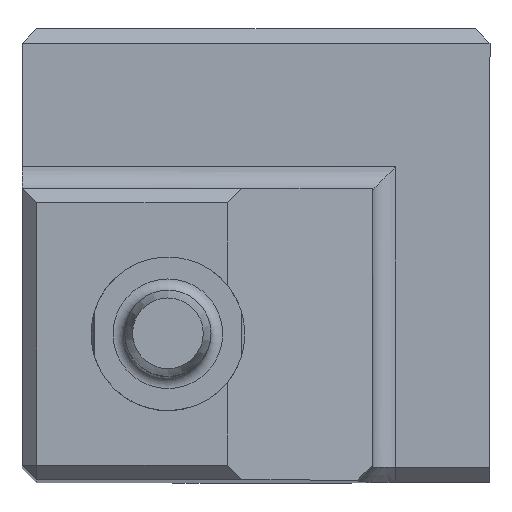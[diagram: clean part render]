
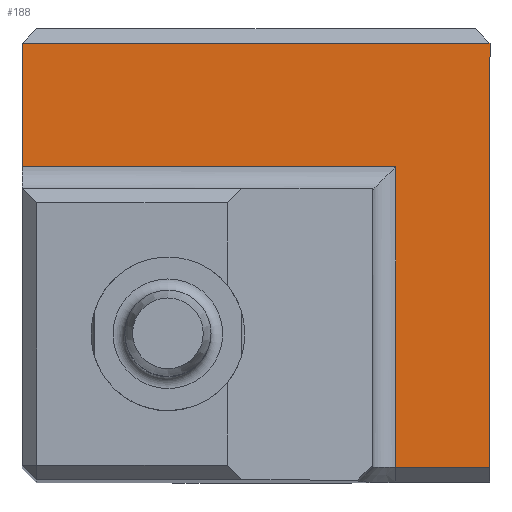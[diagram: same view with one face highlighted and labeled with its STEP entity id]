
A CAD part, top view. The second image highlights one B-rep face of the part: STEP entity #188.
In plain terms, the highlighted planar face has unit normal (0, 0, 1).
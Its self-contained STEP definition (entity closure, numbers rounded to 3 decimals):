
#188=ADVANCED_FACE('',(#301),#255,.F.);
#255=PLANE('',#1336);
#301=FACE_OUTER_BOUND('',#352,.T.);
#352=EDGE_LOOP('',(#558,#559,#560,#561,#562,#563));
#558=ORIENTED_EDGE('',*,*,#909,.F.);
#559=ORIENTED_EDGE('',*,*,#941,.T.);
#560=ORIENTED_EDGE('',*,*,#912,.F.);
#561=ORIENTED_EDGE('',*,*,#942,.T.);
#562=ORIENTED_EDGE('',*,*,#943,.T.);
#563=ORIENTED_EDGE('',*,*,#944,.T.);
#798=VERTEX_POINT('',#1869);
#799=VERTEX_POINT('',#1871);
#801=VERTEX_POINT('',#1877);
#802=VERTEX_POINT('',#1878);
#824=VERTEX_POINT('',#1937);
#825=VERTEX_POINT('',#1939);
#909=EDGE_CURVE('',#798,#799,#1051,.T.);
#912=EDGE_CURVE('',#801,#802,#1054,.T.);
#941=EDGE_CURVE('',#798,#802,#1080,.T.);
#942=EDGE_CURVE('',#801,#824,#1081,.T.);
#943=EDGE_CURVE('',#824,#825,#1082,.T.);
#944=EDGE_CURVE('',#825,#799,#1083,.T.);
#1051=LINE('',#1870,#1157);
#1054=LINE('',#1876,#1160);
#1080=LINE('',#1935,#1186);
#1081=LINE('',#1936,#1187);
#1082=LINE('',#1938,#1188);
#1083=LINE('',#1940,#1189);
#1157=VECTOR('',#1501,1.);
#1160=VECTOR('',#1506,1.);
#1186=VECTOR('',#1552,1.);
#1187=VECTOR('',#1553,1.);
#1188=VECTOR('',#1554,1.);
#1189=VECTOR('',#1555,1.);
#1336=AXIS2_PLACEMENT_3D('',#1941,#1556,#1557);
#1501=DIRECTION('',(0.,-1.,0.));
#1506=DIRECTION('',(0.,1.,0.));
#1552=DIRECTION('',(-1.,0.,0.));
#1553=DIRECTION('',(1.,0.,0.));
#1554=DIRECTION('',(0.,-1.,0.));
#1555=DIRECTION('',(1.,0.,0.));
#1556=DIRECTION('',(0.,0.,-1.));
#1557=DIRECTION('',(-1.,0.,0.));
#1869=CARTESIAN_POINT('',(4.025,15.,-42.));
#1870=CARTESIAN_POINT('',(4.025,15.5,-42.));
#1871=CARTESIAN_POINT('',(4.025,0.5,-42.));
#1876=CARTESIAN_POINT('',(-11.975,9.975,-42.));
#1877=CARTESIAN_POINT('',(-11.975,10.775,-42.));
#1878=CARTESIAN_POINT('',(-11.975,15.,-42.));
#1935=CARTESIAN_POINT('',(-11.975,15.,-42.));
#1936=CARTESIAN_POINT('',(0.,10.775,-42.));
#1937=CARTESIAN_POINT('',(0.8,10.775,-42.));
#1938=CARTESIAN_POINT('',(0.8,0.,-42.));
#1939=CARTESIAN_POINT('',(0.8,0.5,-42.));
#1940=CARTESIAN_POINT('',(0.,0.5,-42.));
#1941=CARTESIAN_POINT('',(0.,15.5,-42.));
